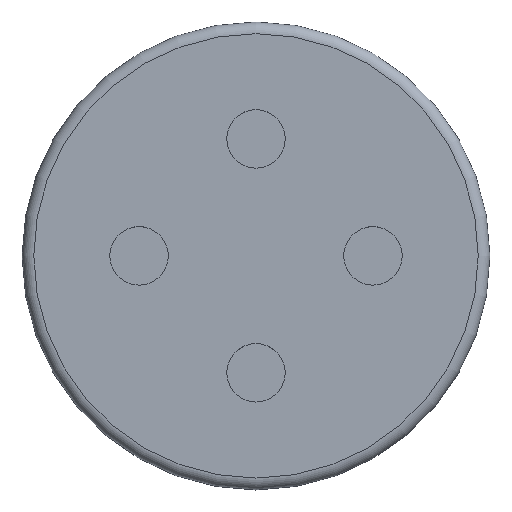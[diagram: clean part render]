
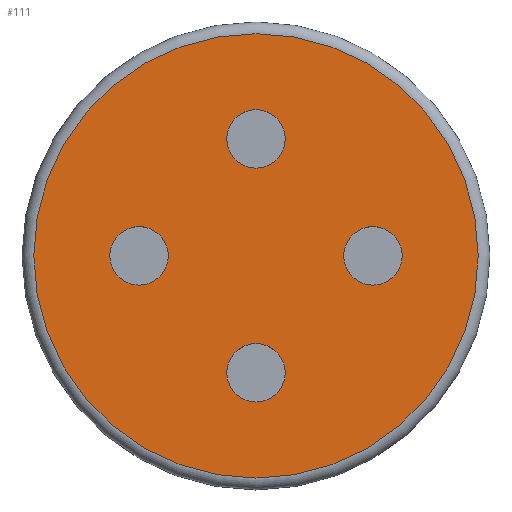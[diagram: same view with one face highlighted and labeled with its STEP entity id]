
A CAD part, top view. The second image highlights one B-rep face of the part: STEP entity #111.
In plain terms, the highlighted planar face has unit normal (0, 0, 1).
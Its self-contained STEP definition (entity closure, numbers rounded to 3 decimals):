
#81 = VERTEX_POINT('',#82);
#82 = CARTESIAN_POINT('',(1.9,0.,1.3));
#91 = EDGE_CURVE('',#81,#81,#92,.T.);
#92 = CIRCLE('',#93,1.9);
#93 = AXIS2_PLACEMENT_3D('',#94,#95,#96);
#94 = CARTESIAN_POINT('',(0.,0.,1.3));
#95 = DIRECTION('',(0.,0.,1.));
#96 = DIRECTION('',(1.,0.,0.));
#111 = ADVANCED_FACE('',(#112,#115,#126,#137,#148),#159,.T.);
#112 = FACE_BOUND('',#113,.T.);
#113 = EDGE_LOOP('',(#114));
#114 = ORIENTED_EDGE('',*,*,#91,.T.);
#115 = FACE_BOUND('',#116,.T.);
#116 = EDGE_LOOP('',(#117));
#117 = ORIENTED_EDGE('',*,*,#118,.F.);
#118 = EDGE_CURVE('',#119,#119,#121,.T.);
#119 = VERTEX_POINT('',#120);
#120 = CARTESIAN_POINT('',(0.25,-1.,1.3));
#121 = CIRCLE('',#122,0.25);
#122 = AXIS2_PLACEMENT_3D('',#123,#124,#125);
#123 = CARTESIAN_POINT('',(0.,-1.,1.3));
#124 = DIRECTION('',(0.,0.,1.));
#125 = DIRECTION('',(1.,0.,0.));
#126 = FACE_BOUND('',#127,.T.);
#127 = EDGE_LOOP('',(#128));
#128 = ORIENTED_EDGE('',*,*,#129,.F.);
#129 = EDGE_CURVE('',#130,#130,#132,.T.);
#130 = VERTEX_POINT('',#131);
#131 = CARTESIAN_POINT('',(-0.75,0.,1.3));
#132 = CIRCLE('',#133,0.25);
#133 = AXIS2_PLACEMENT_3D('',#134,#135,#136);
#134 = CARTESIAN_POINT('',(-1.,0.,1.3));
#135 = DIRECTION('',(0.,0.,1.));
#136 = DIRECTION('',(1.,0.,0.));
#137 = FACE_BOUND('',#138,.T.);
#138 = EDGE_LOOP('',(#139));
#139 = ORIENTED_EDGE('',*,*,#140,.F.);
#140 = EDGE_CURVE('',#141,#141,#143,.T.);
#141 = VERTEX_POINT('',#142);
#142 = CARTESIAN_POINT('',(1.25,0.,1.3));
#143 = CIRCLE('',#144,0.25);
#144 = AXIS2_PLACEMENT_3D('',#145,#146,#147);
#145 = CARTESIAN_POINT('',(1.,0.,1.3));
#146 = DIRECTION('',(0.,0.,1.));
#147 = DIRECTION('',(1.,0.,0.));
#148 = FACE_BOUND('',#149,.T.);
#149 = EDGE_LOOP('',(#150));
#150 = ORIENTED_EDGE('',*,*,#151,.F.);
#151 = EDGE_CURVE('',#152,#152,#154,.T.);
#152 = VERTEX_POINT('',#153);
#153 = CARTESIAN_POINT('',(0.25,1.,1.3));
#154 = CIRCLE('',#155,0.25);
#155 = AXIS2_PLACEMENT_3D('',#156,#157,#158);
#156 = CARTESIAN_POINT('',(0.,1.,1.3));
#157 = DIRECTION('',(0.,0.,1.));
#158 = DIRECTION('',(1.,0.,0.));
#159 = PLANE('',#160);
#160 = AXIS2_PLACEMENT_3D('',#161,#162,#163);
#161 = CARTESIAN_POINT('',(0.,0.,1.3));
#162 = DIRECTION('',(0.,0.,1.));
#163 = DIRECTION('',(1.,0.,0.));
